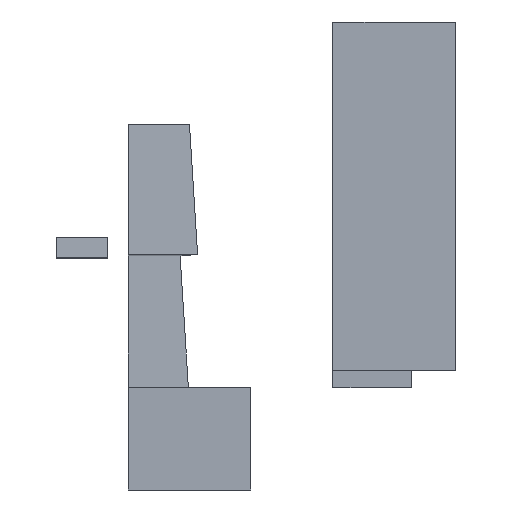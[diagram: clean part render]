
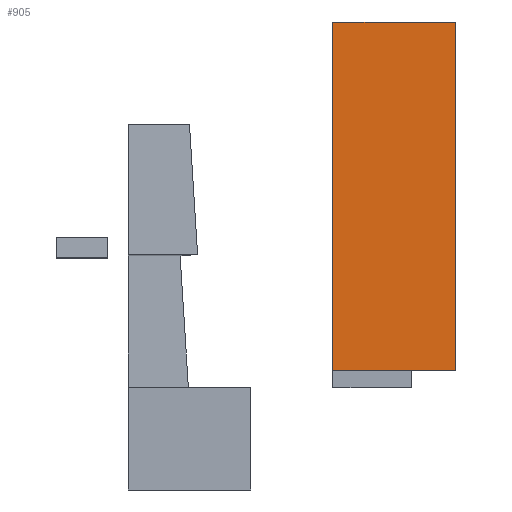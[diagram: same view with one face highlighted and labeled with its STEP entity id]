
A CAD part, left-side view. The second image highlights one B-rep face of the part: STEP entity #905.
In plain terms, the highlighted planar face has unit normal (-1, 0, 0).
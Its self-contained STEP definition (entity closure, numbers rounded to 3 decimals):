
#65=FACE_OUTER_BOUND('',#115,.T.);
#115=EDGE_LOOP('',(#699,#700,#701,#702));
#201=LINE('',#1406,#323);
#202=LINE('',#1408,#324);
#203=LINE('',#1410,#325);
#204=LINE('',#1411,#326);
#323=VECTOR('',#1151,10.);
#324=VECTOR('',#1152,10.);
#325=VECTOR('',#1153,10.);
#326=VECTOR('',#1154,10.);
#426=VERTEX_POINT('',#1404);
#427=VERTEX_POINT('',#1405);
#428=VERTEX_POINT('',#1407);
#429=VERTEX_POINT('',#1409);
#525=EDGE_CURVE('',#426,#427,#201,.T.);
#526=EDGE_CURVE('',#427,#428,#202,.T.);
#527=EDGE_CURVE('',#428,#429,#203,.T.);
#528=EDGE_CURVE('',#429,#426,#204,.T.);
#699=ORIENTED_EDGE('',*,*,#525,.T.);
#700=ORIENTED_EDGE('',*,*,#526,.T.);
#701=ORIENTED_EDGE('',*,*,#527,.T.);
#702=ORIENTED_EDGE('',*,*,#528,.T.);
#855=PLANE('',#1007);
#905=ADVANCED_FACE('',(#65),#855,.T.);
#1007=AXIS2_PLACEMENT_3D('',#1403,#1149,#1150);
#1149=DIRECTION('center_axis',(-1.,0.,0.));
#1150=DIRECTION('ref_axis',(0.,-1.,0.));
#1151=DIRECTION('',(0.,1.,0.));
#1152=DIRECTION('',(0.,0.,-1.));
#1153=DIRECTION('',(0.,-1.,0.));
#1154=DIRECTION('',(0.,0.,1.));
#1403=CARTESIAN_POINT('Origin',(0.,60.,261.429));
#1404=CARTESIAN_POINT('',(0.,0.,440.));
#1405=CARTESIAN_POINT('',(0.,120.,440.));
#1406=CARTESIAN_POINT('',(0.,120.,440.));
#1407=CARTESIAN_POINT('',(0.,120.,100.));
#1408=CARTESIAN_POINT('',(0.,120.,340.));
#1409=CARTESIAN_POINT('',(0.,0.,100.));
#1410=CARTESIAN_POINT('',(0.,120.,100.));
#1411=CARTESIAN_POINT('',(0.,0.,440.));
